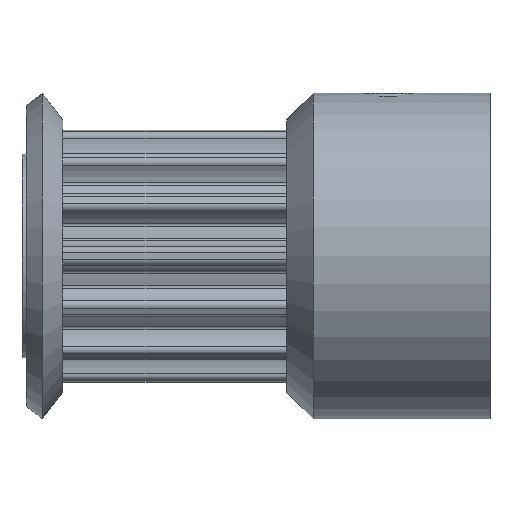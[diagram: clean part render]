
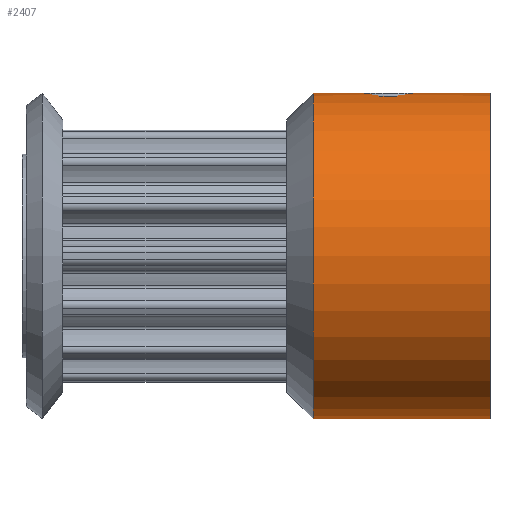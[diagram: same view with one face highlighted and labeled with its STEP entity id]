
A CAD part, top view. The second image highlights one B-rep face of the part: STEP entity #2407.
In plain terms, the highlighted cylindrical face has radius 8 mm (diameter 16 mm), a full revolution.
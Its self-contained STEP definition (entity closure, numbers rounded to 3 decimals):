
#311=B_SPLINE_CURVE_WITH_KNOTS('',3,(#3913,#3914,#3915,#3916,#3917,#3918,
#3919,#3920,#3921,#3922,#3923),.UNSPECIFIED.,.T.,.F.,(1,1,1,1,1,1,1,1,1,
1,1,1,1,1,1),(-0.003,-0.002,-0.001,
0.,0.001,0.002,0.003,0.004,
0.005,0.006,0.007,0.008,
0.009,0.01,0.011),
 .UNSPECIFIED.);
#312=B_SPLINE_CURVE_WITH_KNOTS('',3,(#3927,#3928,#3929,#3930,#3931,#3932,
#3933,#3934,#3935,#3936,#3937),.UNSPECIFIED.,.T.,.F.,(1,1,1,1,1,1,1,1,1,
1,1,1,1,1,1),(-0.003,-0.002,-0.001,
0.,0.001,0.002,0.003,0.004,
0.005,0.006,0.007,0.008,
0.009,0.01,0.011),
 .UNSPECIFIED.);
#323=ORIENTED_EDGE('',*,*,#1081,.T.);
#324=ORIENTED_EDGE('',*,*,#1082,.T.);
#325=ORIENTED_EDGE('',*,*,#1083,.F.);
#326=ORIENTED_EDGE('',*,*,#1084,.T.);
#1081=EDGE_CURVE('',#1460,#1460,#1713,.T.);
#1082=EDGE_CURVE('',#1461,#1461,#311,.T.);
#1083=EDGE_CURVE('',#1462,#1462,#1714,.T.);
#1084=EDGE_CURVE('',#1463,#1463,#312,.T.);
#1460=VERTEX_POINT('',#3912);
#1461=VERTEX_POINT('',#3924);
#1462=VERTEX_POINT('',#3926);
#1463=VERTEX_POINT('',#3938);
#1713=CIRCLE('',#2580,8.);
#1714=CIRCLE('',#2581,8.);
#1960=EDGE_LOOP('',(#323));
#1961=EDGE_LOOP('',(#324));
#1962=EDGE_LOOP('',(#325));
#1963=EDGE_LOOP('',(#326));
#2126=FACE_BOUND('',#1960,.T.);
#2127=FACE_BOUND('',#1961,.T.);
#2128=FACE_BOUND('',#1962,.T.);
#2129=FACE_BOUND('',#1963,.T.);
#2289=CYLINDRICAL_SURFACE('',#2579,8.);
#2407=ADVANCED_FACE('',(#2126,#2127,#2128,#2129),#2289,.T.);
#2579=AXIS2_PLACEMENT_3D('',#3910,#2976,#2977);
#2580=AXIS2_PLACEMENT_3D('',#3911,#2978,#2979);
#2581=AXIS2_PLACEMENT_3D('',#3925,#2980,#2981);
#2976=DIRECTION('',(1.,0.,0.));
#2977=DIRECTION('',(0.,0.,-1.));
#2978=DIRECTION('',(1.,0.,0.));
#2979=DIRECTION('',(0.,0.,-1.));
#2980=DIRECTION('',(1.,0.,0.));
#2981=DIRECTION('',(0.,0.,-1.));
#3910=CARTESIAN_POINT('',(23.,0.,0.));
#3911=CARTESIAN_POINT('',(14.315,0.,0.));
#3912=CARTESIAN_POINT('',(14.315,0.,-8.));
#3913=CARTESIAN_POINT('',(18.963,7.953,-0.965));
#3914=CARTESIAN_POINT('',(19.363,8.024,0.));
#3915=CARTESIAN_POINT('',(18.963,7.953,0.964));
#3916=CARTESIAN_POINT('',(18.001,7.881,1.362));
#3917=CARTESIAN_POINT('',(17.037,7.953,0.964));
#3918=CARTESIAN_POINT('',(16.638,8.024,0.));
#3919=CARTESIAN_POINT('',(17.036,7.953,-0.962));
#3920=CARTESIAN_POINT('',(17.999,7.881,-1.363));
#3921=CARTESIAN_POINT('',(18.963,7.953,-0.965));
#3922=CARTESIAN_POINT('',(19.363,8.024,0.));
#3923=CARTESIAN_POINT('',(18.963,7.953,0.964));
#3924=CARTESIAN_POINT('',(19.23,8.,0.));
#3925=CARTESIAN_POINT('',(23.,0.,0.));
#3926=CARTESIAN_POINT('',(23.,0.,-8.));
#3927=CARTESIAN_POINT('',(18.963,-4.812,-6.405));
#3928=CARTESIAN_POINT('',(19.363,-4.012,-6.949));
#3929=CARTESIAN_POINT('',(18.963,-3.142,-7.369));
#3930=CARTESIAN_POINT('',(18.001,-2.761,-7.506));
#3931=CARTESIAN_POINT('',(17.037,-3.142,-7.369));
#3932=CARTESIAN_POINT('',(16.638,-4.012,-6.949));
#3933=CARTESIAN_POINT('',(17.036,-4.81,-6.406));
#3934=CARTESIAN_POINT('',(17.999,-5.121,-6.144));
#3935=CARTESIAN_POINT('',(18.963,-4.812,-6.405));
#3936=CARTESIAN_POINT('',(19.363,-4.012,-6.949));
#3937=CARTESIAN_POINT('',(18.963,-3.142,-7.369));
#3938=CARTESIAN_POINT('',(19.23,-4.,-6.928));
